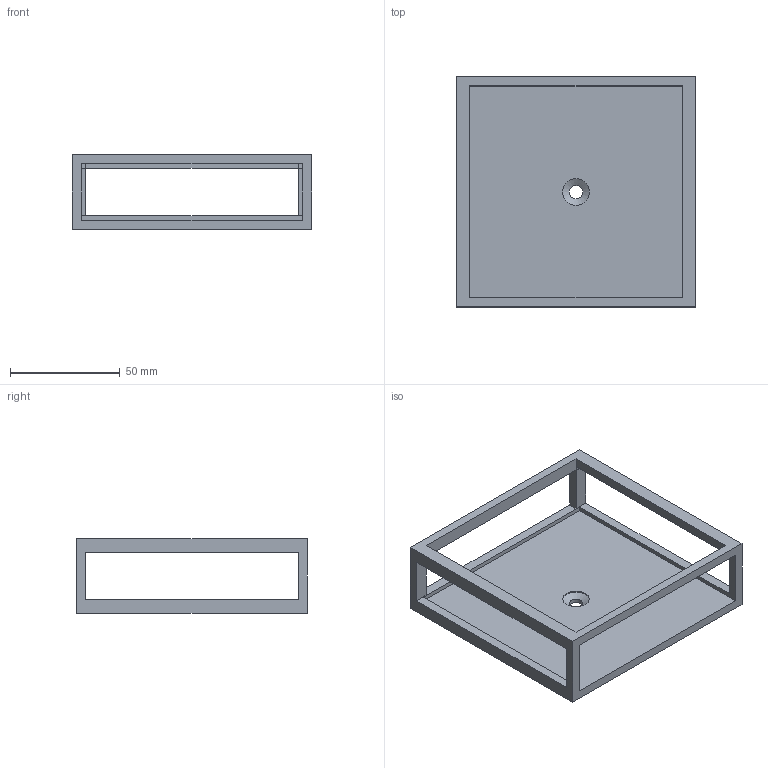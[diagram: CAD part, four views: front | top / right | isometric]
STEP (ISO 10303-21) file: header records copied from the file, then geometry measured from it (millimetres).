
FILE_DESCRIPTION(('FreeCAD Model'),'2;1');
FILE_NAME('Open CASCADE Shape Model','2025-02-04T23:43:36',('FreeCAD'),( 'FreeCAD'),'Open CASCADE STEP processor 7.8','FreeCAD','Unknown');
FILE_SCHEMA(('AUTOMOTIVE_DESIGN { 1 0 10303 214 1 1 1 1 }'));
Length unit declared in the file: millimetre
Products named in the file (1): Open CASCADE STEP translator 7.8 6
Bounding box: 108.94 x 104.72 x 33.94 mm (x, y, z)
Volume: 63807.4 mm3; surface area: 36203 mm2
Topology: 1 solids, 1 shells, 30 faces, 85 edges, 54 vertices
Faces by surface type: plane 27, cylinder 2, cone 1
Full cylindrical faces by diameter (mm): 6 x1, 12.16 x1
Entity records: 2037 total; most frequent: CARTESIAN_POINT 405, DIRECTION 266, LINE 196, VECTOR 196, ORIENTED_EDGE 170, PCURVE 170, DEFINITIONAL_REPRESENTATION 170, EDGE_CURVE 85
